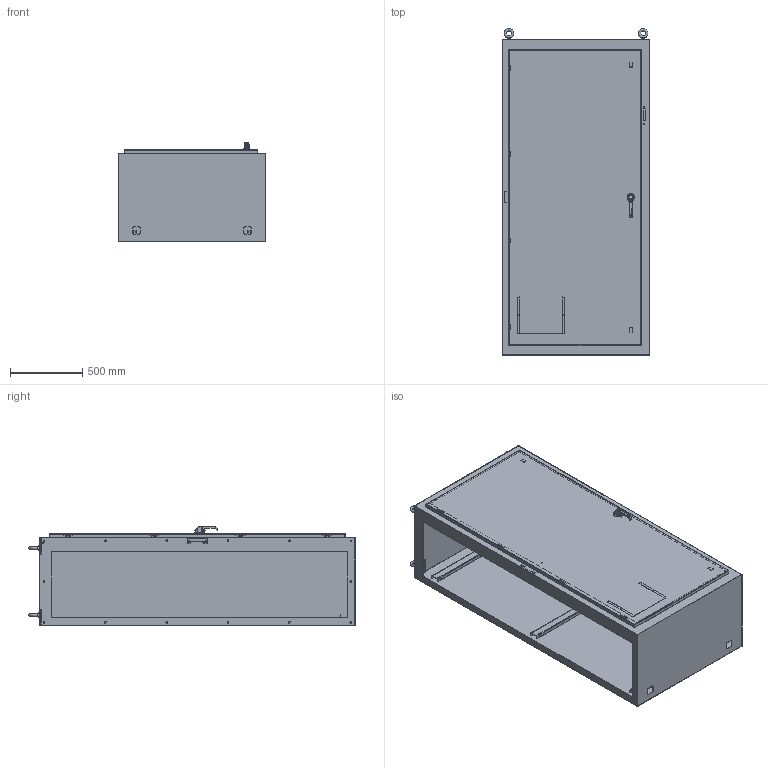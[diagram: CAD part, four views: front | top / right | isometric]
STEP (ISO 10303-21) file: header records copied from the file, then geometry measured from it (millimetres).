
FILE_DESCRIPTION (( 'STEP AP214' ), '1' );
FILE_NAME ('SCE-N86RX4024_REV3.STEP', '2024-05-02T14:42:22', ( '' ), ( '' ), 'SwSTEP 2.0', 'SolidWorks 2023', '' );
FILE_SCHEMA (( 'AUTOMOTIVE_DESIGN' ));
Length unit declared in the file: inch
Products named in the file (1): SCE-N86RX4024_REV3
Bounding box: 1022.35 x 2259.21 x 686.97 mm (x, y, z)
Volume: 22512595.6 mm3; surface area: 16814218.5 mm2
Topology: 32 solids, 36 shells, 4333 faces, 10914 edges, 6678 vertices
Faces by surface type: plane 1673, cylinder 1544, bspline 468, torus 421, cone 117, sphere 110
Full cylindrical faces by diameter (mm): 1.016 x4, 3.978 x4, 4.318 x20, 4.978 x16, 5.016 x2, 5.207 x8, 5.232 x8, 5.537 x4, 6.096 x8, 6.198 x8, 6.35 x8, 7.137 x2, 9.525 x10, 10.323 x8, 11.112 x12, 11.25 x1, 15.24 x4, 16 x1, 29.8 x4
Entity records: 209576 total; most frequent: CARTESIAN_POINT 110777, ORIENTED_EDGE 21070, DIRECTION 19390, EDGE_CURVE 10535, AXIS2_PLACEMENT_3D 7190, VERTEX_POINT 6582, VECTOR 5010, LINE 5010
